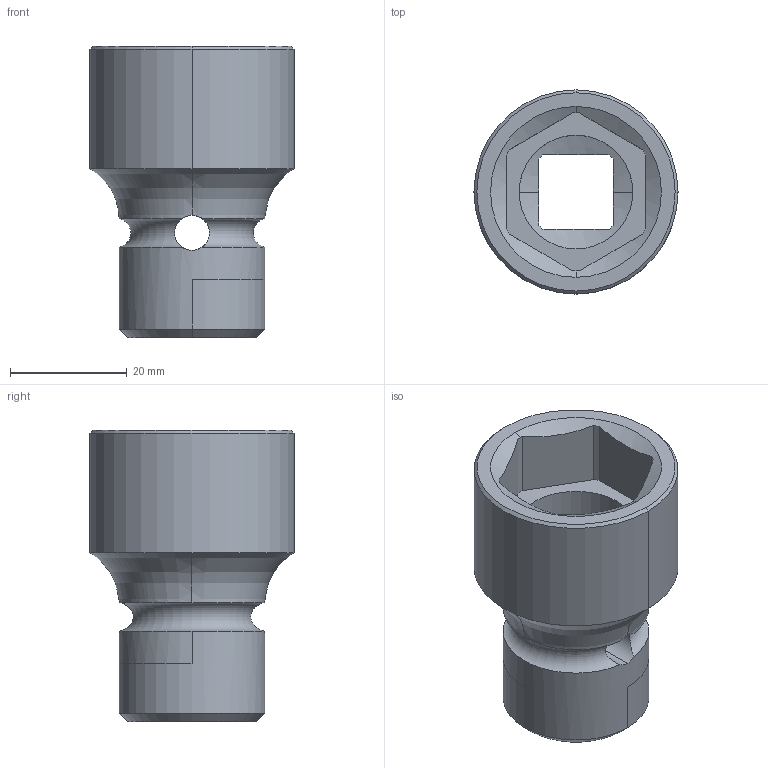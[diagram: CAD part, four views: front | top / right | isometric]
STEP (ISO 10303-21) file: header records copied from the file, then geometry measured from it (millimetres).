
FILE_DESCRIPTION((''),'2;1');
FILE_NAME('4026432400','2023-10-11T14:28:04',('a00565553'),(''),'CREO PARAMETRIC BY PTC INC, 2022414','CREO PARAMETRIC BY PTC INC, 2022414','');
FILE_SCHEMA(('CONFIG_CONTROL_DESIGN','GEOMETRIC_VALIDATION_PROPERTIES_MIM'));
Length unit declared in the file: millimetre
Products named in the file (1): 4026432400
Bounding box: 35 x 35 x 50 mm (x, y, z)
Volume: 19630.2 mm3; surface area: 8920.3 mm2
Topology: 1 solids, 1 shells, 51 faces, 142 edges, 92 vertices
Faces by surface type: cylinder 22, plane 13, cone 12, torus 4
Entity records: 2033 total; most frequent: CARTESIAN_POINT 600, ORIENTED_EDGE 284, DIRECTION 274, EDGE_CURVE 142, AXIS2_PLACEMENT_3D 111, VERTEX_POINT 92, CIRCLE 60, EDGE_LOOP 56
